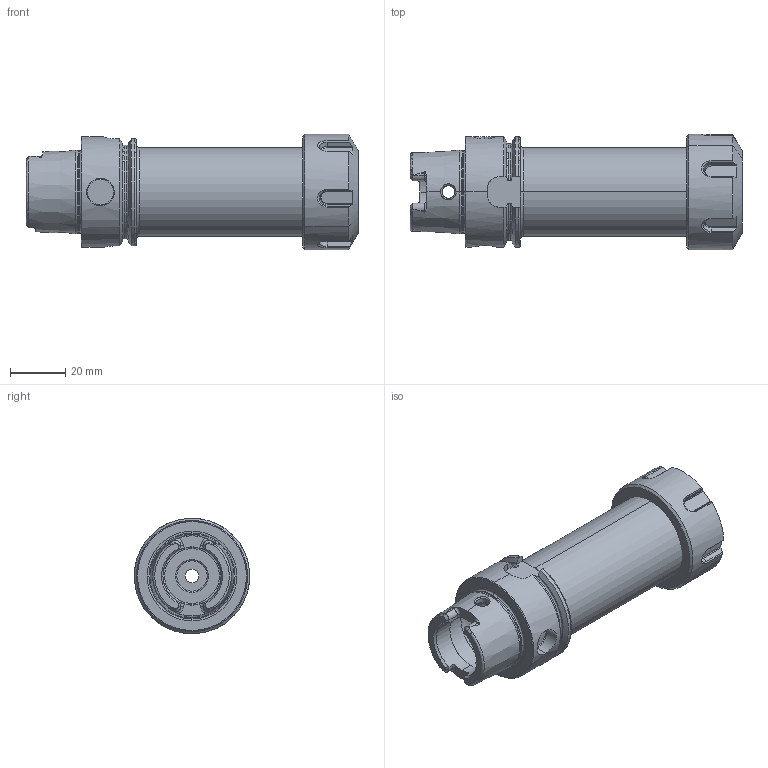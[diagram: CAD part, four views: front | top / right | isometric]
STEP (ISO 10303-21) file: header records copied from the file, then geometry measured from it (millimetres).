
FILE_DESCRIPTION (( 'STEP AP203' ), '1' );
FILE_NAME ('HA4.E25.K01.100.STEP', '2018-02-16T10:18:50', ( 'SWIAdmin' ), ( 'Hewlett-Packard Company' ), 'SwSTEP 2.0', 'SolidWorks 2017', '' );
FILE_SCHEMA (( 'CONFIG_CONTROL_DESIGN' ));
Length unit declared in the file: millimetre
Products named in the file (4): HA4-E25.K01.100_B_Fertigbearbeitung; E25-ER1.001.020; ERU-AN5.K01.020_A; HA4.E25.K01.100
Assembly tree (3 placements, depth 2):
  HA4.E25.K01.100
    HA4-E25.K01.100_B_Fertigbearbeitung
    E25-ER1.001.020
    ERU-AN5.K01.020_A
Bounding box: 119.9 x 41.7 x 41.67 mm (x, y, z)
Volume: 78842.8 mm3; surface area: 26788.8 mm2
Topology: 3 solids, 3 shells, 314 faces, 795 edges, 489 vertices
Faces by surface type: plane 131, cylinder 71, cone 67, torus 41, bspline 4
Entity records: 11434 total; most frequent: CARTESIAN_POINT 3660, ORIENTED_EDGE 1590, DIRECTION 1508, EDGE_CURVE 795, AXIS2_PLACEMENT_3D 589, VERTEX_POINT 489, VECTOR 330, LINE 330
